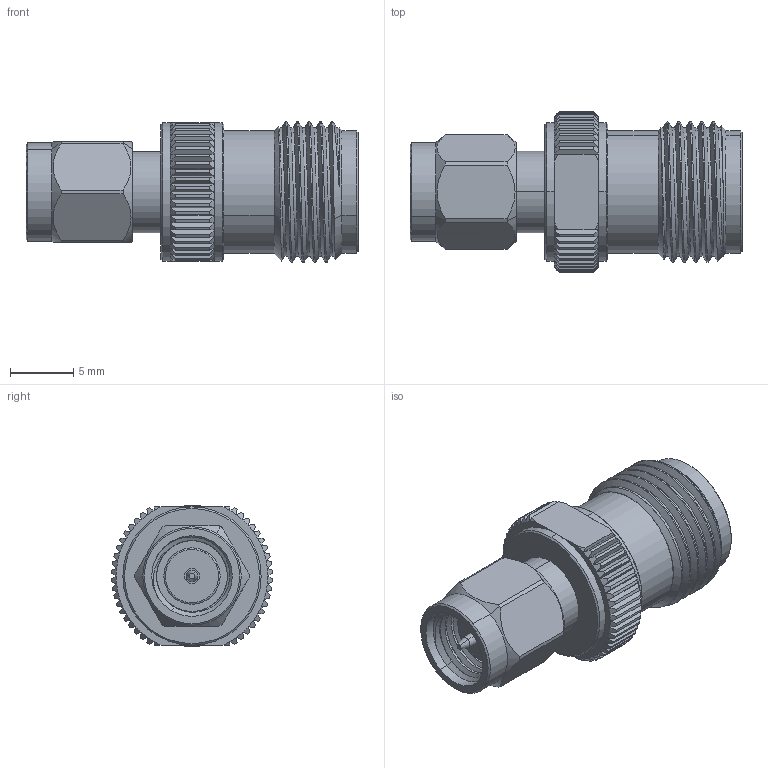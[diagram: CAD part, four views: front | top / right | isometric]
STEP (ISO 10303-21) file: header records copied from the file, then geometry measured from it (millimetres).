
FILE_DESCRIPTION (( 'STEP AP203' ), '1' );
FILE_NAME ('PE9078.step', '2019-04-24T19:08:38', ( '' ), ( '' ), 'SwSTEP 2.0', 'SolidWorks 2018', '' );
FILE_SCHEMA (( 'CONFIG_CONTROL_DESIGN' ));
Length unit declared in the file: inch
Products named in the file (1): PE9078
Bounding box: 26.17 x 12.69 x 11.12 mm (x, y, z)
Volume: 1461.6 mm3; surface area: 1684.8 mm2
Topology: 1 solids, 1 shells, 371 faces, 852 edges, 497 vertices
Faces by surface type: plane 136, cone 120, cylinder 107, bspline 8
Entity records: 14050 total; most frequent: CARTESIAN_POINT 6078, ORIENTED_EDGE 1704, DIRECTION 1595, EDGE_CURVE 852, AXIS2_PLACEMENT_3D 663, VERTEX_POINT 497, EDGE_LOOP 385, ADVANCED_FACE 371
